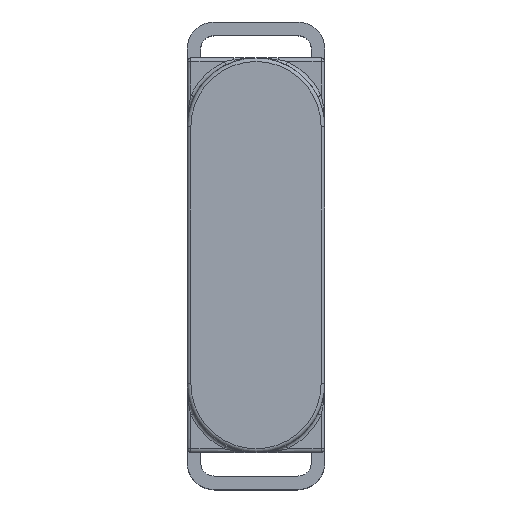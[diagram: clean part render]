
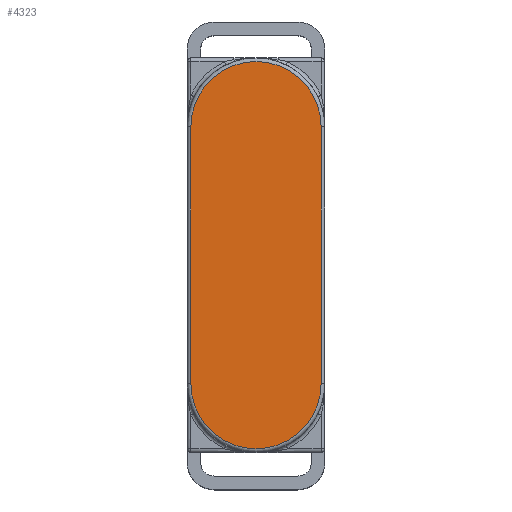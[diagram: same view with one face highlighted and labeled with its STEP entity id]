
A CAD part, top view. The second image highlights one B-rep face of the part: STEP entity #4323.
In plain terms, the highlighted planar face has unit normal (0, 0, 1).
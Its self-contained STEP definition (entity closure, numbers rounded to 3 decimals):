
#256=PLANE('',#4735);
#399=FACE_OUTER_BOUND('',#679,.T.);
#679=EDGE_LOOP('',(#3312,#3313,#3314,#3315));
#1003=LINE('',#8078,#1341);
#1006=LINE('',#8093,#1344);
#1341=VECTOR('',#5456,10.);
#1344=VECTOR('',#5473,10.);
#1611=CIRCLE('',#4723,1.8);
#1613=CIRCLE('',#4727,1.8);
#1956=VERTEX_POINT('',#8075);
#1957=VERTEX_POINT('',#8077);
#1959=VERTEX_POINT('',#8083);
#1961=VERTEX_POINT('',#8089);
#2422=EDGE_CURVE('',#1956,#1957,#1003,.T.);
#2427=EDGE_CURVE('',#1957,#1959,#1611,.T.);
#2430=EDGE_CURVE('',#1959,#1961,#1006,.T.);
#2431=EDGE_CURVE('',#1961,#1956,#1613,.T.);
#3312=ORIENTED_EDGE('',*,*,#2422,.F.);
#3313=ORIENTED_EDGE('',*,*,#2431,.F.);
#3314=ORIENTED_EDGE('',*,*,#2430,.F.);
#3315=ORIENTED_EDGE('',*,*,#2427,.F.);
#4323=ADVANCED_FACE('',(#399),#256,.T.);
#4723=AXIS2_PLACEMENT_3D('',#8087,#5466,#5467);
#4727=AXIS2_PLACEMENT_3D('',#8095,#5476,#5477);
#4735=AXIS2_PLACEMENT_3D('',#8167,#5504,#5505);
#5456=DIRECTION('',(1.,0.,0.));
#5466=DIRECTION('center_axis',(0.,0.,-1.));
#5467=DIRECTION('ref_axis',(1.,0.,0.));
#5473=DIRECTION('',(-1.,0.,0.));
#5476=DIRECTION('center_axis',(0.,0.,-1.));
#5477=DIRECTION('ref_axis',(-1.,0.,0.));
#5504=DIRECTION('center_axis',(0.,0.,1.));
#5505=DIRECTION('ref_axis',(1.,0.,0.));
#8075=CARTESIAN_POINT('',(-3.55,1.8,8.8));
#8077=CARTESIAN_POINT('',(3.55,1.8,8.8));
#8078=CARTESIAN_POINT('',(-2.725,1.8,8.8));
#8083=CARTESIAN_POINT('',(3.55,-1.8,8.8));
#8087=CARTESIAN_POINT('Origin',(3.55,0.,8.8));
#8089=CARTESIAN_POINT('',(-3.55,-1.8,8.8));
#8093=CARTESIAN_POINT('',(2.725,-1.8,8.8));
#8095=CARTESIAN_POINT('Origin',(-3.55,0.,8.8));
#8167=CARTESIAN_POINT('Origin',(0.,0.,8.8));
